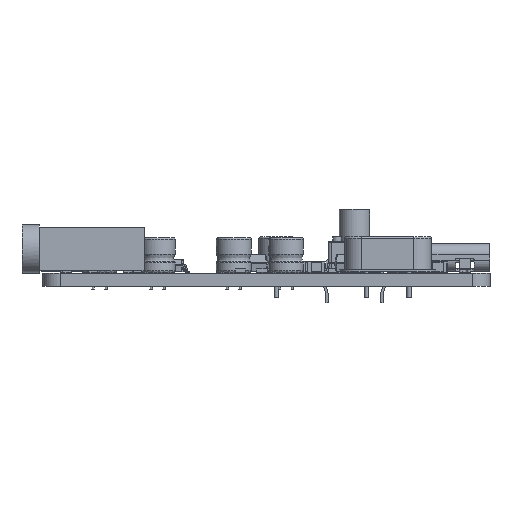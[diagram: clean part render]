
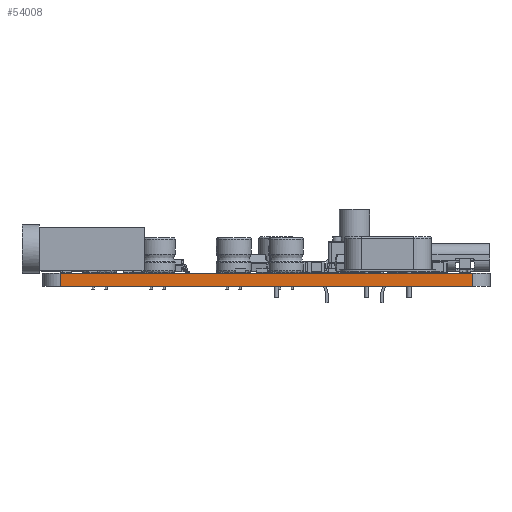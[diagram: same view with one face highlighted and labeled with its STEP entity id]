
A CAD part, front view. The second image highlights one B-rep face of the part: STEP entity #54008.
In plain terms, the highlighted planar face has unit normal (0, -1, 0).
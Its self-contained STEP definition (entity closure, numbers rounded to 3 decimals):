
#53217 = VERTEX_POINT('',#53218);
#53218 = CARTESIAN_POINT('',(48.5,-105.25,0.));
#53225 = EDGE_CURVE('',#53226,#53217,#53228,.T.);
#53226 = VERTEX_POINT('',#53227);
#53227 = CARTESIAN_POINT('',(96.,-105.25,0.));
#53228 = LINE('',#53229,#53230);
#53229 = CARTESIAN_POINT('',(96.,-105.25,0.));
#53230 = VECTOR('',#53231,1.);
#53231 = DIRECTION('',(-1.,0.,0.));
#53599 = VERTEX_POINT('',#53600);
#53600 = CARTESIAN_POINT('',(48.5,-105.25,1.51));
#53607 = EDGE_CURVE('',#53608,#53599,#53610,.T.);
#53608 = VERTEX_POINT('',#53609);
#53609 = CARTESIAN_POINT('',(96.,-105.25,1.51));
#53610 = LINE('',#53611,#53612);
#53611 = CARTESIAN_POINT('',(96.,-105.25,1.51));
#53612 = VECTOR('',#53613,1.);
#53613 = DIRECTION('',(-1.,0.,0.));
#53980 = EDGE_CURVE('',#53226,#53608,#53981,.T.);
#53981 = LINE('',#53982,#53983);
#53982 = CARTESIAN_POINT('',(96.,-105.25,0.));
#53983 = VECTOR('',#53984,1.);
#53984 = DIRECTION('',(0.,0.,1.));
#54008 = ADVANCED_FACE('',(#54009),#54020,.T.);
#54009 = FACE_BOUND('',#54010,.T.);
#54010 = EDGE_LOOP('',(#54011,#54012,#54013,#54019));
#54011 = ORIENTED_EDGE('',*,*,#53980,.T.);
#54012 = ORIENTED_EDGE('',*,*,#53607,.T.);
#54013 = ORIENTED_EDGE('',*,*,#54014,.F.);
#54014 = EDGE_CURVE('',#53217,#53599,#54015,.T.);
#54015 = LINE('',#54016,#54017);
#54016 = CARTESIAN_POINT('',(48.5,-105.25,0.));
#54017 = VECTOR('',#54018,1.);
#54018 = DIRECTION('',(0.,0.,1.));
#54019 = ORIENTED_EDGE('',*,*,#53225,.F.);
#54020 = PLANE('',#54021);
#54021 = AXIS2_PLACEMENT_3D('',#54022,#54023,#54024);
#54022 = CARTESIAN_POINT('',(96.,-105.25,0.));
#54023 = DIRECTION('',(0.,-1.,0.));
#54024 = DIRECTION('',(-1.,0.,0.));
